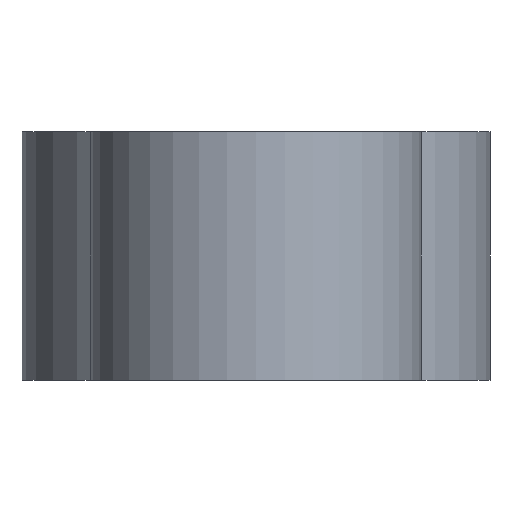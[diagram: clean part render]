
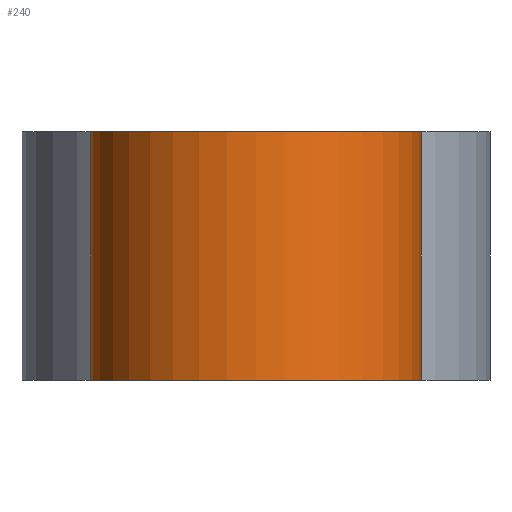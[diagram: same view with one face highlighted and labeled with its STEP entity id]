
A CAD part, left-side view. The second image highlights one B-rep face of the part: STEP entity #240.
In plain terms, the highlighted cylindrical face has radius 20 mm (diameter 40 mm), a partial arc.
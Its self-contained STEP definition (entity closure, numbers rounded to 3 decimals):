
#2 = CIRCLE ( 'NONE', #44, 20. ) ;
#24 = EDGE_CURVE ( 'NONE', #231, #314, #385, .T. ) ;
#44 = AXIS2_PLACEMENT_3D ( 'NONE', #287, #317, #200 ) ;
#45 = EDGE_CURVE ( 'NONE', #129, #401, #111, .T. ) ;
#50 = FACE_OUTER_BOUND ( 'NONE', #367, .T. ) ;
#57 = VECTOR ( 'NONE', #285, 1000. ) ;
#81 = EDGE_CURVE ( 'NONE', #401, #314, #2, .T. ) ;
#87 = AXIS2_PLACEMENT_3D ( 'NONE', #355, #238, #363 ) ;
#98 = CARTESIAN_POINT ( 'NONE',  ( -40., 20., 0. ) ) ;
#110 = CIRCLE ( 'NONE', #275, 20. ) ;
#111 = LINE ( 'NONE', #202, #112 ) ;
#112 = VECTOR ( 'NONE', #258, 1000. ) ;
#129 = VERTEX_POINT ( 'NONE', #387 ) ;
#160 = CARTESIAN_POINT ( 'NONE',  ( -40., -20., 0. ) ) ;
#200 = DIRECTION ( 'NONE',  ( 1., 0., 0. ) ) ;
#202 = CARTESIAN_POINT ( 'NONE',  ( -40., 20., -30. ) ) ;
#207 = ORIENTED_EDGE ( 'NONE', *, *, #81, .F. ) ;
#210 = CARTESIAN_POINT ( 'NONE',  ( -40., -20., -30. ) ) ;
#231 = VERTEX_POINT ( 'NONE', #210 ) ;
#238 = DIRECTION ( 'NONE',  ( 0., 0., 1. ) ) ;
#240 = ADVANCED_FACE ( 'NONE', ( #50 ), #326, .T. ) ;
#241 = DIRECTION ( 'NONE',  ( 1., 0., 0. ) ) ;
#258 = DIRECTION ( 'NONE',  ( 0., 0., 1. ) ) ;
#273 = EDGE_CURVE ( 'NONE', #129, #231, #110, .T. ) ;
#275 = AXIS2_PLACEMENT_3D ( 'NONE', #339, #337, #241 ) ;
#283 = ORIENTED_EDGE ( 'NONE', *, *, #24, .T. ) ;
#285 = DIRECTION ( 'NONE',  ( 0., 0., 1. ) ) ;
#286 = CARTESIAN_POINT ( 'NONE',  ( -40., -20., -30. ) ) ;
#287 = CARTESIAN_POINT ( 'NONE',  ( -40., 0., 0. ) ) ;
#314 = VERTEX_POINT ( 'NONE', #160 ) ;
#317 = DIRECTION ( 'NONE',  ( 0., 0., 1. ) ) ;
#326 = CYLINDRICAL_SURFACE ( 'NONE', #87, 20. ) ;
#337 = DIRECTION ( 'NONE',  ( 0., 0., 1. ) ) ;
#339 = CARTESIAN_POINT ( 'NONE',  ( -40., 0., -30. ) ) ;
#341 = ORIENTED_EDGE ( 'NONE', *, *, #273, .T. ) ;
#351 = ORIENTED_EDGE ( 'NONE', *, *, #45, .F. ) ;
#355 = CARTESIAN_POINT ( 'NONE',  ( -40., 0., -30. ) ) ;
#363 = DIRECTION ( 'NONE',  ( 1., 0., 0. ) ) ;
#367 = EDGE_LOOP ( 'NONE', ( #207, #351, #341, #283 ) ) ;
#385 = LINE ( 'NONE', #286, #57 ) ;
#387 = CARTESIAN_POINT ( 'NONE',  ( -40., 20., -30. ) ) ;
#401 = VERTEX_POINT ( 'NONE', #98 ) ;
